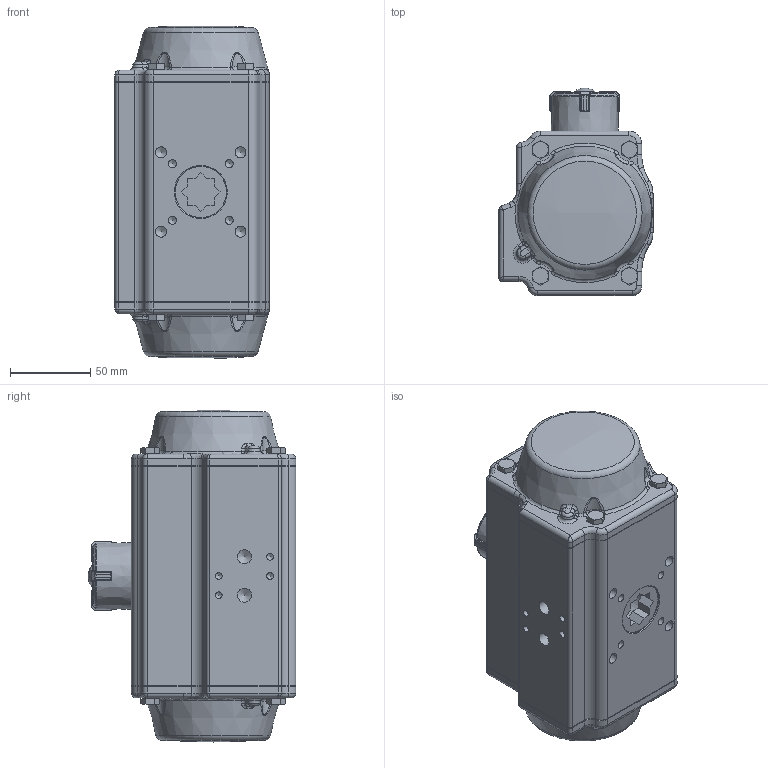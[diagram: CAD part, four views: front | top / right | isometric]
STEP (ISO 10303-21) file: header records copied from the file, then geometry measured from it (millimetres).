
FILE_DESCRIPTION(/* description */ ('Unknown'),/* implementation_level */ '2;1');
FILE_NAME(/* name */ 'DW04_FR03',/* time_stamp */ '2022-08-11T11:38:31+02:00',/* author */ ('Unknown'),/* organization */ ('Unknown'),/* preprocessor_version */ 'ST-DEVELOPER v16.7',/* originating_system */ 'Solid Edge',/* authorisation */ 'Unknown');
FILE_SCHEMA (('AUTOMOTIVE_DESIGN {1 0 10303 214 3 1 1}'));
Length unit declared in the file: millimetre
Products named in the file (8): DW04_FR03_(DW70_FR52); ____; ________(___________; _____________; ______; hex head bolts-full thread grade c gb_GB_FASTENER_BOLT_HHBFTC M6X20-N; cup head nib bolts with large head gb_GB_FASTENER_BOLT_CHNBW M6X25-N; KP-75
Assembly tree (16 placements, depth 3):
  DW04_FR03_(DW70_FR52)
    ____
      ________(___________  x2
      _____________  x2
      ______
    hex head bolts-full thread grade c gb_GB_FASTENER_BOLT_HHBFTC M6X20-N  x8
    cup head nib bolts with large head gb_GB_FASTENER_BOLT_CHNBW M6X25-N
    KP-75
Bounding box: 96 x 129.41 x 206.95 mm (x, y, z)
Volume: 1579816.2 mm3; surface area: 109333.9 mm2
Topology: 15 solids, 15 shells, 928 faces, 2186 edges, 1300 vertices
Faces by surface type: cylinder 284, plane 275, bspline 132, cone 127, torus 93, sphere 17
Full cylindrical faces by diameter (mm): 3 x18, 3.3 x8, 4.2 x8, 4.66 x1, 5 x13, 6 x9, 6.2 x1, 6.8 x4, 8.8 x2, 21.8 x1, 24.6 x1, 32 x2, 38.5 x1
Entity records: 23047 total; most frequent: CARTESIAN_POINT 8733, DIRECTION 2948, ORIENTED_EDGE 2830, EDGE_CURVE 1415, AXIS2_PLACEMENT_3D 1201, VERTEX_POINT 922, FACE_BOUND 803, EDGE_LOOP 776
